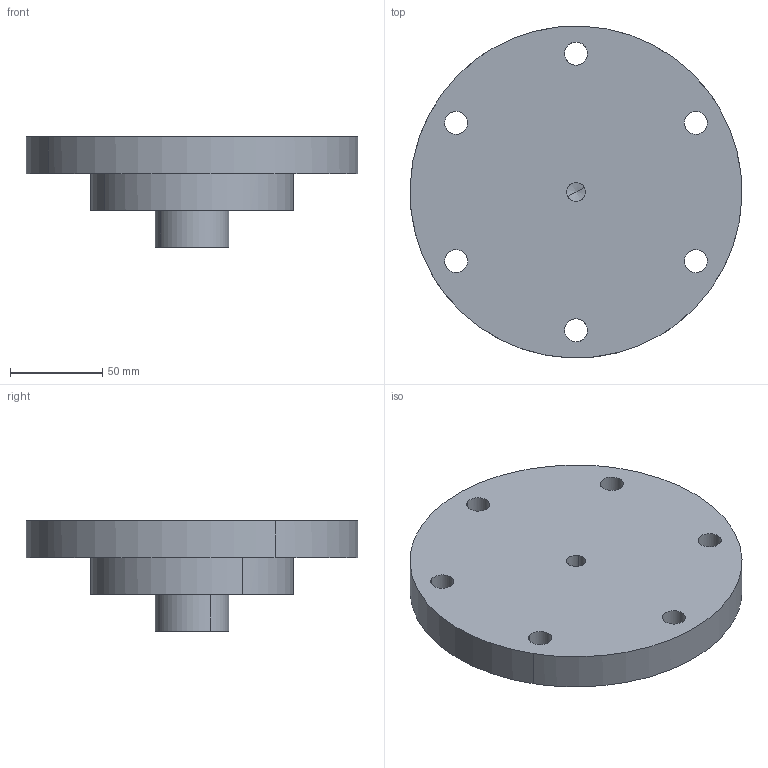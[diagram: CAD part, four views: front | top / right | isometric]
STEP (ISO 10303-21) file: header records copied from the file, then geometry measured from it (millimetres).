
FILE_DESCRIPTION (( 'STEP AP203' ), '1' );
FILE_NAME ('686-06 tapa sup distribuidor.STEP', '2021-07-21T20:04:21', ( '' ), ( '' ), 'SwSTEP 2.0', 'SolidWorks 2018', '' );
FILE_SCHEMA (( 'CONFIG_CONTROL_DESIGN' ));
Length unit declared in the file: millimetre
Products named in the file (1): 686-06 tapa sup distribuidor
Bounding box: 179.91 x 179.91 x 60 mm (x, y, z)
Volume: 679450.9 mm3; surface area: 81136.1 mm2
Topology: 1 solids, 1 shells, 34 faces, 126 edges, 97 vertices
Faces by surface type: bspline 34
Entity records: 2885 total; most frequent: CARTESIAN_POINT 2090, ORIENTED_EDGE 248, EDGE_CURVE 124, B_SPLINE_CURVE_WITH_KNOTS 100, VERTEX_POINT 97, EDGE_LOOP 51, FACE_OUTER_BOUND 34, ADVANCED_FACE 34
